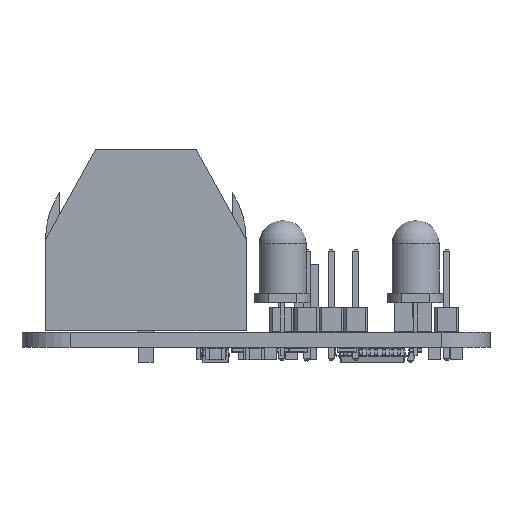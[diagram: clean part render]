
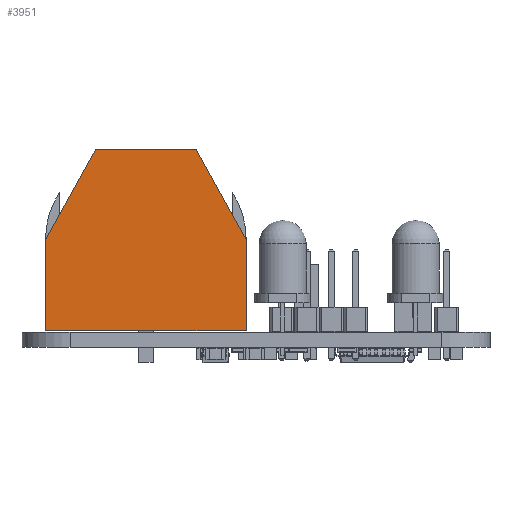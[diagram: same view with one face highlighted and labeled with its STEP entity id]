
A CAD part, left-side view. The second image highlights one B-rep face of the part: STEP entity #3951.
In plain terms, the highlighted face is planar.
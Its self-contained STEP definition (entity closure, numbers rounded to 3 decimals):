
#3250 = VERTEX_POINT('',#3251);
#3251 = CARTESIAN_POINT('',(74.53,-10.45,9.6));
#3257 = EDGE_CURVE('',#3250,#3258,#3260,.T.);
#3258 = VERTEX_POINT('',#3259);
#3259 = CARTESIAN_POINT('',(74.53,-10.447,9.6));
#3260 = LINE('',#3261,#3262);
#3261 = CARTESIAN_POINT('',(74.53,-10.45,9.6));
#3262 = VECTOR('',#3263,1.);
#3263 = DIRECTION('',(0.,1.,0.));
#3367 = VERTEX_POINT('',#3368);
#3368 = CARTESIAN_POINT('',(74.53,10.447,9.6));
#3374 = EDGE_CURVE('',#3367,#3375,#3377,.T.);
#3375 = VERTEX_POINT('',#3376);
#3376 = CARTESIAN_POINT('',(74.53,10.45,9.6));
#3377 = LINE('',#3378,#3379);
#3378 = CARTESIAN_POINT('',(74.53,-10.45,9.6));
#3379 = VECTOR('',#3380,1.);
#3380 = DIRECTION('',(0.,1.,0.));
#3788 = VERTEX_POINT('',#3789);
#3789 = CARTESIAN_POINT('',(74.53,-10.45,0.1));
#3811 = EDGE_CURVE('',#3788,#3250,#3812,.T.);
#3812 = LINE('',#3813,#3814);
#3813 = CARTESIAN_POINT('',(74.53,-10.45,0.1));
#3814 = VECTOR('',#3815,1.);
#3815 = DIRECTION('',(0.,0.,1.));
#3951 = ADVANCED_FACE('',(#3952),#3993,.T.);
#3952 = FACE_BOUND('',#3953,.T.);
#3953 = EDGE_LOOP('',(#3954,#3962,#3968,#3969,#3977,#3985,#3991,#3992));
#3954 = ORIENTED_EDGE('',*,*,#3955,.T.);
#3955 = EDGE_CURVE('',#3788,#3956,#3958,.T.);
#3956 = VERTEX_POINT('',#3957);
#3957 = CARTESIAN_POINT('',(74.53,10.45,0.1));
#3958 = LINE('',#3959,#3960);
#3959 = CARTESIAN_POINT('',(74.53,-10.45,0.1));
#3960 = VECTOR('',#3961,1.);
#3961 = DIRECTION('',(0.,1.,0.));
#3962 = ORIENTED_EDGE('',*,*,#3963,.T.);
#3963 = EDGE_CURVE('',#3956,#3375,#3964,.T.);
#3964 = LINE('',#3965,#3966);
#3965 = CARTESIAN_POINT('',(74.53,10.45,0.1));
#3966 = VECTOR('',#3967,1.);
#3967 = DIRECTION('',(0.,0.,1.));
#3968 = ORIENTED_EDGE('',*,*,#3374,.F.);
#3969 = ORIENTED_EDGE('',*,*,#3970,.F.);
#3970 = EDGE_CURVE('',#3971,#3367,#3973,.T.);
#3971 = VERTEX_POINT('',#3972);
#3972 = CARTESIAN_POINT('',(74.53,5.225,19.));
#3973 = LINE('',#3974,#3975);
#3974 = CARTESIAN_POINT('',(74.53,6.699,16.346));
#3975 = VECTOR('',#3976,1.);
#3976 = DIRECTION('',(0.,0.486,-0.874));
#3977 = ORIENTED_EDGE('',*,*,#3978,.F.);
#3978 = EDGE_CURVE('',#3979,#3971,#3981,.T.);
#3979 = VERTEX_POINT('',#3980);
#3980 = CARTESIAN_POINT('',(74.53,-5.225,19.));
#3981 = LINE('',#3982,#3983);
#3982 = CARTESIAN_POINT('',(74.53,-10.45,19.));
#3983 = VECTOR('',#3984,1.);
#3984 = DIRECTION('',(0.,1.,0.));
#3985 = ORIENTED_EDGE('',*,*,#3986,.F.);
#3986 = EDGE_CURVE('',#3258,#3979,#3987,.T.);
#3987 = LINE('',#3988,#3989);
#3988 = CARTESIAN_POINT('',(74.53,-9.164,11.91));
#3989 = VECTOR('',#3990,1.);
#3990 = DIRECTION('',(0.,0.486,0.874));
#3991 = ORIENTED_EDGE('',*,*,#3257,.F.);
#3992 = ORIENTED_EDGE('',*,*,#3811,.F.);
#3993 = PLANE('',#3994);
#3994 = AXIS2_PLACEMENT_3D('',#3995,#3996,#3997);
#3995 = CARTESIAN_POINT('',(74.53,0.,8.355));
#3996 = DIRECTION('',(1.,0.,0.));
#3997 = DIRECTION('',(0.,0.,1.));
